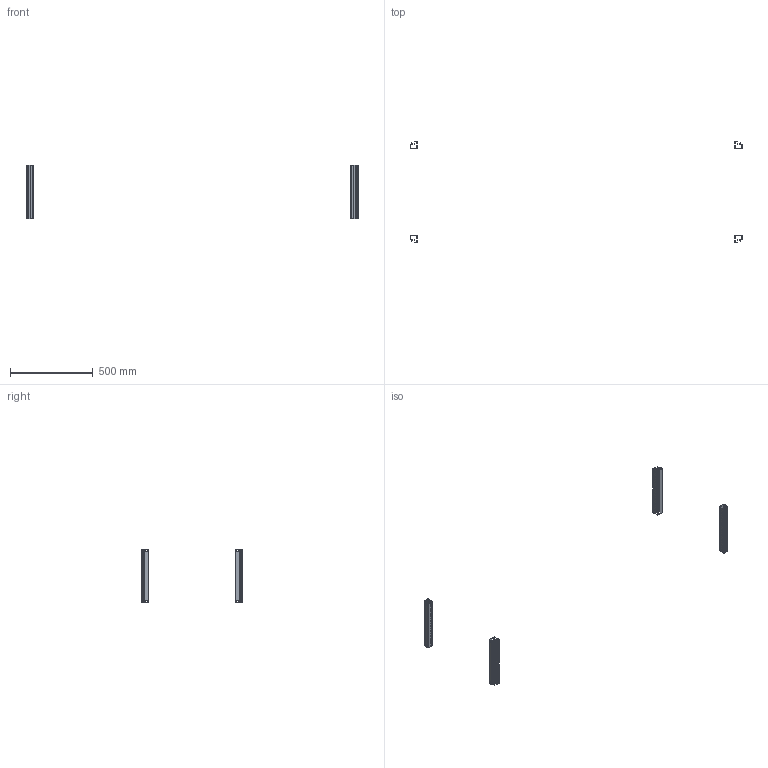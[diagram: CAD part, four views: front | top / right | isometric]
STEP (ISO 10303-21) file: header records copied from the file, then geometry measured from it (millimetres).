
FILE_DESCRIPTION (( 'STEP AP214' ), '1' );
FILE_NAME ('FCM400 Ïðîôèëè ïîïåðå÷íûå.step', '2020-11-05T18:00:34', ( '' ), ( '' ), 'SwSTEP 2.0', 'SolidWorks 2019', '' );
FILE_SCHEMA (( 'AUTOMOTIVE_DESIGN' ));
Length unit declared in the file: millimetre
Products named in the file (6): AVT001.00.00.01 Ïðîôèëü ïîïåðå÷íûé_èçâ0024_01.19; FCM400 Ïðîôèëè ïîïåðå÷íûå; AVT001.00.00.01 Ïðîôèëü ïîïåðå÷íûé_èçâ0024_01.19_02
Assembly tree (4 placements, depth 2):
  AVT001.00.00.01 Ïðîôèëü ïîïåðå÷íûé_èçâ0024_01.19
  AVT001.00.00.01 Ïðîôèëü ïîïåðå÷íûé_èçâ0024_01.19
  AVT001.00.00.01 Ïðîôèëü ïîïåðå÷íûé_èçâ0024_01.19
  FCM400 Ïðîôèëè ïîïåðå÷íûå
    AVT001.00.00.01 Ïðîôèëü ïîïåðå÷íûé_èçâ0024_01.19_02  x4
  AVT001.00.00.01 Ïðîôèëü ïîïåðå÷íûé_èçâ0024_01.19
Bounding box: 2010 x 610 x 325 mm (x, y, z)
Volume: 339532.9 mm3; surface area: 439184.4 mm2
Topology: 4 solids, 4 shells, 1156 faces, 3468 edges, 2312 vertices
Faces by surface type: plane 736, cylinder 420
Entity records: 10205 total; most frequent: CARTESIAN_POINT 1742, ORIENTED_EDGE 1734, DIRECTION 1671, EDGE_CURVE 867, VECTOR 657, LINE 657, VERTEX_POINT 578, AXIS2_PLACEMENT_3D 507
